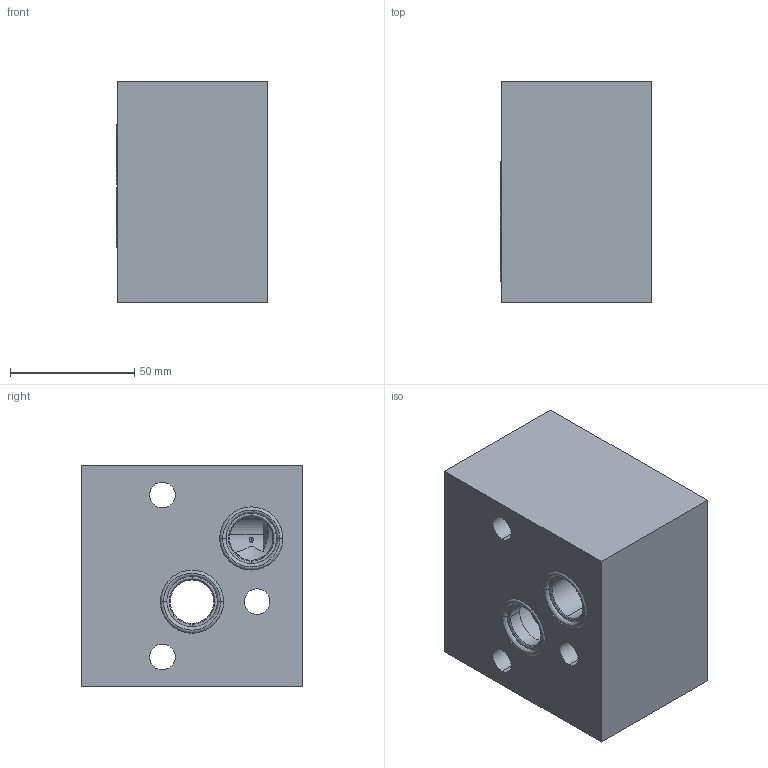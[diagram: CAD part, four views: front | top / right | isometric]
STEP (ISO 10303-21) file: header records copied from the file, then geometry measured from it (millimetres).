
FILE_DESCRIPTION((''),'2;1');
FILE_NAME('ZPH_ASM','2022-08-26T',('ProEService'),(''),'PRO/ENGINEER BY PARAMETRIC TECHNOLOGY CORPORATION, 2014200','PRO/ENGINEER BY PARAMETRIC TECHNOLOGY CORPORATION, 2014200','');
FILE_SCHEMA(('CONFIG_CONTROL_DESIGN'));
Length unit declared in the file: inch
Products named in the file (3): 151-174-001; 500-001-117; ZPH_ASM
Assembly tree (3 placements, depth 2):
  ZPH_ASM
    151-174-001
    500-001-117  x2
Bounding box: 60.78 x 88.9 x 88.9 mm (x, y, z)
Volume: 396883.6 mm3; surface area: 54845 mm2
Topology: 3 solids, 3 shells, 106 faces, 418 edges, 402 vertices
Faces by surface type: cylinder 43, cone 36, plane 15, revolution 8, torus 4
Entity records: 5133 total; most frequent: CARTESIAN_POINT 1760, DIRECTION 705, ORIENTED_EDGE 504, EDGE_CURVE 252, VECTOR 243, LINE 243, AXIS2_PLACEMENT_3D 229, VERTEX_POINT 160
